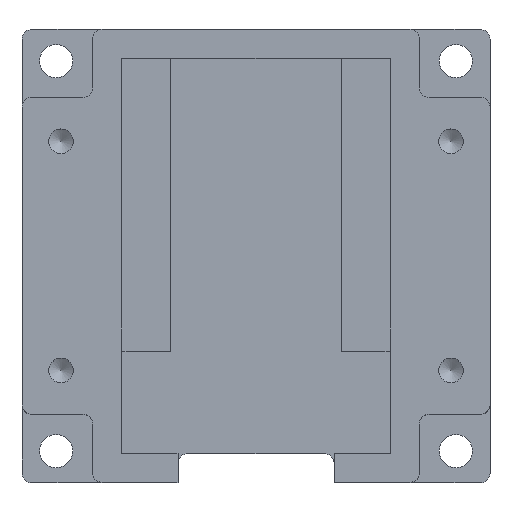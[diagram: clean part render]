
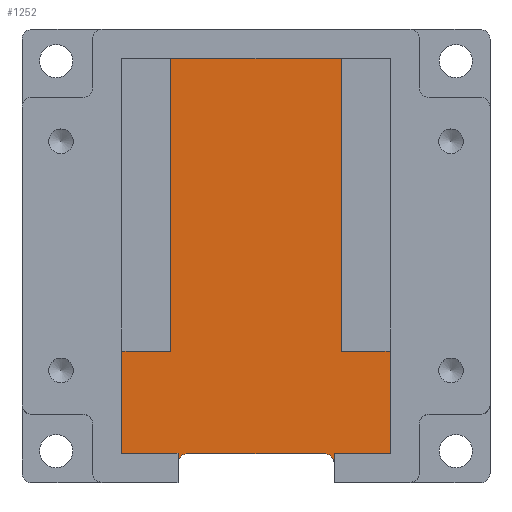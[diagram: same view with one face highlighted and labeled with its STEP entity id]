
A CAD part, top view. The second image highlights one B-rep face of the part: STEP entity #1252.
In plain terms, the highlighted planar face has unit normal (0, 0, 1).
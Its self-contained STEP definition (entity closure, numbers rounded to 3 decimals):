
#64=PLANE('',#1382);
#128=FACE_OUTER_BOUND('',#204,.T.);
#204=EDGE_LOOP('',(#1149,#1150,#1151,#1152,#1153,#1154,#1155,#1156,#1157,
#1158,#1159,#1160,#1161,#1162));
#207=LINE('',#1755,#333);
#211=LINE('',#1767,#337);
#288=LINE('',#2003,#414);
#292=LINE('',#2011,#418);
#297=LINE('',#2022,#423);
#301=LINE('',#2030,#427);
#321=LINE('',#2086,#447);
#323=LINE('',#2090,#449);
#326=LINE('',#2095,#452);
#328=LINE('',#2099,#454);
#329=LINE('',#2101,#455);
#330=LINE('',#2103,#456);
#333=VECTOR('',#1395,10.);
#337=VECTOR('',#1407,10.);
#414=VECTOR('',#1630,10.);
#418=VECTOR('',#1636,10.);
#423=VECTOR('',#1645,10.);
#427=VECTOR('',#1651,10.);
#447=VECTOR('',#1717,10.);
#449=VECTOR('',#1721,10.);
#452=VECTOR('',#1728,10.);
#454=VECTOR('',#1732,10.);
#455=VECTOR('',#1735,10.);
#456=VECTOR('',#1738,10.);
#457=CIRCLE('',#1268,1.);
#459=CIRCLE('',#1272,1.);
#509=VERTEX_POINT('',#1745);
#510=VERTEX_POINT('',#1746);
#513=VERTEX_POINT('',#1754);
#515=VERTEX_POINT('',#1760);
#517=VERTEX_POINT('',#1766);
#602=VERTEX_POINT('',#2001);
#603=VERTEX_POINT('',#2002);
#606=VERTEX_POINT('',#2010);
#609=VERTEX_POINT('',#2020);
#610=VERTEX_POINT('',#2021);
#613=VERTEX_POINT('',#2029);
#626=VERTEX_POINT('',#2084);
#627=VERTEX_POINT('',#2088);
#628=VERTEX_POINT('',#2097);
#629=EDGE_CURVE('',#509,#510,#457,.T.);
#633=EDGE_CURVE('',#513,#510,#207,.T.);
#636=EDGE_CURVE('',#515,#513,#459,.F.);
#639=EDGE_CURVE('',#515,#517,#211,.T.);
#758=EDGE_CURVE('',#602,#603,#288,.T.);
#762=EDGE_CURVE('',#603,#606,#292,.T.);
#767=EDGE_CURVE('',#609,#610,#297,.T.);
#771=EDGE_CURVE('',#613,#609,#301,.T.);
#797=EDGE_CURVE('',#626,#509,#321,.T.);
#799=EDGE_CURVE('',#626,#627,#323,.T.);
#802=EDGE_CURVE('',#610,#602,#326,.T.);
#804=EDGE_CURVE('',#606,#628,#328,.T.);
#805=EDGE_CURVE('',#628,#517,#329,.T.);
#806=EDGE_CURVE('',#627,#613,#330,.T.);
#1149=ORIENTED_EDGE('',*,*,#762,.T.);
#1150=ORIENTED_EDGE('',*,*,#804,.T.);
#1151=ORIENTED_EDGE('',*,*,#805,.T.);
#1152=ORIENTED_EDGE('',*,*,#639,.F.);
#1153=ORIENTED_EDGE('',*,*,#636,.T.);
#1154=ORIENTED_EDGE('',*,*,#633,.T.);
#1155=ORIENTED_EDGE('',*,*,#629,.F.);
#1156=ORIENTED_EDGE('',*,*,#797,.F.);
#1157=ORIENTED_EDGE('',*,*,#799,.T.);
#1158=ORIENTED_EDGE('',*,*,#806,.T.);
#1159=ORIENTED_EDGE('',*,*,#771,.T.);
#1160=ORIENTED_EDGE('',*,*,#767,.T.);
#1161=ORIENTED_EDGE('',*,*,#802,.T.);
#1162=ORIENTED_EDGE('',*,*,#758,.T.);
#1252=ADVANCED_FACE('',(#128),#64,.T.);
#1268=AXIS2_PLACEMENT_3D('',#1747,#1387,#1388);
#1272=AXIS2_PLACEMENT_3D('',#1761,#1400,#1401);
#1382=AXIS2_PLACEMENT_3D('',#2105,#1741,#1742);
#1387=DIRECTION('center_axis',(0.,0.,1.));
#1388=DIRECTION('ref_axis',(0.707,0.707,0.));
#1395=DIRECTION('',(1.,0.,0.));
#1400=DIRECTION('center_axis',(0.,0.,1.));
#1401=DIRECTION('ref_axis',(-0.707,0.707,0.));
#1407=DIRECTION('',(0.,1.,0.));
#1630=DIRECTION('',(0.,-1.,0.));
#1636=DIRECTION('',(-1.,0.,0.));
#1645=DIRECTION('',(0.,1.,0.));
#1651=DIRECTION('',(-1.,0.,0.));
#1717=DIRECTION('',(0.,-1.,0.));
#1721=DIRECTION('',(1.,0.,0.));
#1728=DIRECTION('',(-1.,0.,0.));
#1732=DIRECTION('',(0.,-1.,0.));
#1735=DIRECTION('',(1.,0.,0.));
#1738=DIRECTION('',(0.,1.,0.));
#1741=DIRECTION('center_axis',(0.,0.,1.));
#1742=DIRECTION('ref_axis',(1.,0.,0.));
#1745=CARTESIAN_POINT('',(24.75,2.,3.));
#1746=CARTESIAN_POINT('',(23.75,3.,3.));
#1747=CARTESIAN_POINT('Origin',(23.75,2.,3.));
#1754=CARTESIAN_POINT('',(9.75,3.,3.));
#1755=CARTESIAN_POINT('',(23.625,3.,3.));
#1760=CARTESIAN_POINT('',(8.75,2.,3.));
#1761=CARTESIAN_POINT('Origin',(9.75,2.,3.));
#1766=CARTESIAN_POINT('',(8.75,3.,3.));
#1767=CARTESIAN_POINT('',(8.75,11.625,3.));
#2001=CARTESIAN_POINT('',(8.,43.5,3.));
#2002=CARTESIAN_POINT('',(8.,13.5,3.));
#2003=CARTESIAN_POINT('',(8.,33.375,3.));
#2010=CARTESIAN_POINT('',(3.,13.5,3.));
#2011=CARTESIAN_POINT('',(12.375,13.5,3.));
#2020=CARTESIAN_POINT('',(25.5,13.5,3.));
#2021=CARTESIAN_POINT('',(25.5,43.5,3.));
#2022=CARTESIAN_POINT('',(25.5,18.375,3.));
#2029=CARTESIAN_POINT('',(30.5,13.5,3.));
#2030=CARTESIAN_POINT('',(23.625,13.5,3.));
#2084=CARTESIAN_POINT('',(24.75,3.,3.));
#2086=CARTESIAN_POINT('',(24.75,11.625,3.));
#2088=CARTESIAN_POINT('',(30.5,3.,3.));
#2090=CARTESIAN_POINT('',(23.625,3.,3.));
#2095=CARTESIAN_POINT('',(9.875,43.5,3.));
#2097=CARTESIAN_POINT('',(3.,3.,3.));
#2099=CARTESIAN_POINT('',(3.,13.125,3.));
#2101=CARTESIAN_POINT('',(23.625,3.,3.));
#2103=CARTESIAN_POINT('',(30.5,33.375,3.));
#2105=CARTESIAN_POINT('Origin',(16.75,23.25,3.));
